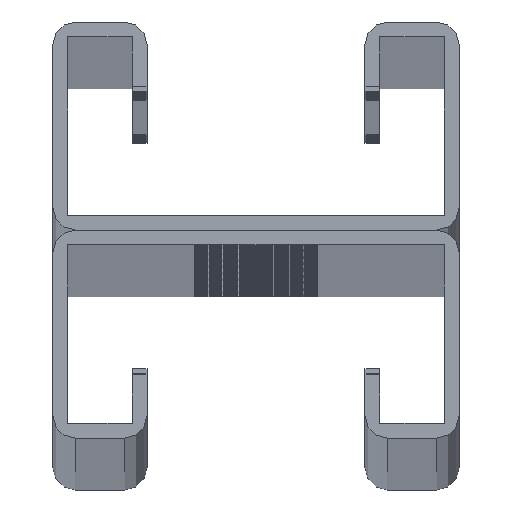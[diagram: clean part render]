
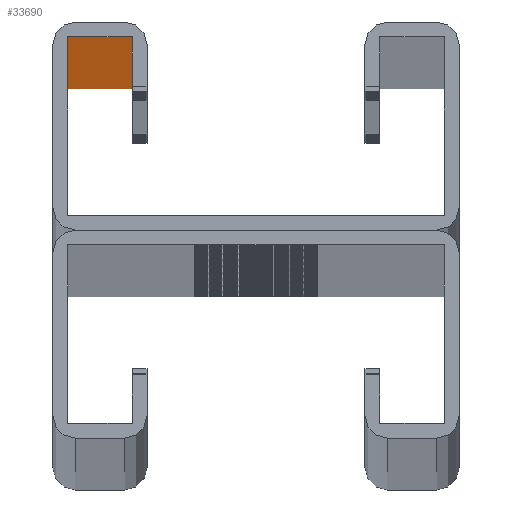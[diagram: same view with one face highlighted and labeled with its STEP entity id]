
A CAD part, top view. The second image highlights one B-rep face of the part: STEP entity #33690.
In plain terms, the highlighted planar face has unit normal (0, -1, 0).
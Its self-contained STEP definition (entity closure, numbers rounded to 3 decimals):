
#297 = CARTESIAN_POINT ( 'NONE',  ( -20.5, 19.5, -3000. ) ) ;
#4632 = CARTESIAN_POINT ( 'NONE',  ( 0., 19.5, 0. ) ) ;
#5449 = DIRECTION ( 'NONE',  ( 0., 0., -1. ) ) ;
#5511 = LINE ( 'NONE', #297, #60235 ) ;
#5922 = PLANE ( 'NONE',  #8351 ) ;
#7986 = VECTOR ( 'NONE', #5449, 1000. ) ;
#8325 = DIRECTION ( 'NONE',  ( 0., 0., -1. ) ) ;
#8351 = AXIS2_PLACEMENT_3D ( 'NONE', #10781, #34839, #39632 ) ;
#10781 = CARTESIAN_POINT ( 'NONE',  ( -20.5, 19.5, -1500. ) ) ;
#11038 = LINE ( 'NONE', #31763, #31964 ) ;
#17894 = CARTESIAN_POINT ( 'NONE',  ( -19., 19.5, -3000. ) ) ;
#18630 = EDGE_CURVE ( 'NONE', #30664, #41080, #5511, .T. ) ;
#19218 = LINE ( 'NONE', #29496, #7986 ) ;
#22701 = VERTEX_POINT ( 'NONE', #61497 ) ;
#23923 = DIRECTION ( 'NONE',  ( 1., 0., 0. ) ) ;
#24037 = ORIENTED_EDGE ( 'NONE', *, *, #32386, .F. ) ;
#25965 = VERTEX_POINT ( 'NONE', #26860 ) ;
#26860 = CARTESIAN_POINT ( 'NONE',  ( -19., 19.5, 0. ) ) ;
#27823 = DIRECTION ( 'NONE',  ( 1., 0., 0. ) ) ;
#28961 = FACE_OUTER_BOUND ( 'NONE', #61757, .T. ) ;
#29496 = CARTESIAN_POINT ( 'NONE',  ( -12.5, 19.5, -1500. ) ) ;
#30664 = VERTEX_POINT ( 'NONE', #17894 ) ;
#31763 = CARTESIAN_POINT ( 'NONE',  ( -19., 19.5, -1500. ) ) ;
#31964 = VECTOR ( 'NONE', #8325, 1000. ) ;
#32386 = EDGE_CURVE ( 'NONE', #25965, #22701, #42635, .T. ) ;
#33690 = ADVANCED_FACE ( 'NONE', ( #28961 ), #5922, .T. ) ;
#34839 = DIRECTION ( 'NONE',  ( 0., -1., 0. ) ) ;
#39632 = DIRECTION ( 'NONE',  ( 0., 0., -1. ) ) ;
#39708 = ORIENTED_EDGE ( 'NONE', *, *, #18630, .T. ) ;
#41080 = VERTEX_POINT ( 'NONE', #54468 ) ;
#42635 = LINE ( 'NONE', #4632, #44136 ) ;
#43812 = ORIENTED_EDGE ( 'NONE', *, *, #44613, .T. ) ;
#44136 = VECTOR ( 'NONE', #27823, 1000. ) ;
#44613 = EDGE_CURVE ( 'NONE', #25965, #30664, #11038, .T. ) ;
#49008 = ORIENTED_EDGE ( 'NONE', *, *, #50043, .F. ) ;
#50043 = EDGE_CURVE ( 'NONE', #22701, #41080, #19218, .T. ) ;
#54468 = CARTESIAN_POINT ( 'NONE',  ( -12.5, 19.5, -3000. ) ) ;
#60235 = VECTOR ( 'NONE', #23923, 1000. ) ;
#61497 = CARTESIAN_POINT ( 'NONE',  ( -12.5, 19.5, 0. ) ) ;
#61757 = EDGE_LOOP ( 'NONE', ( #24037, #43812, #39708, #49008 ) ) ;
